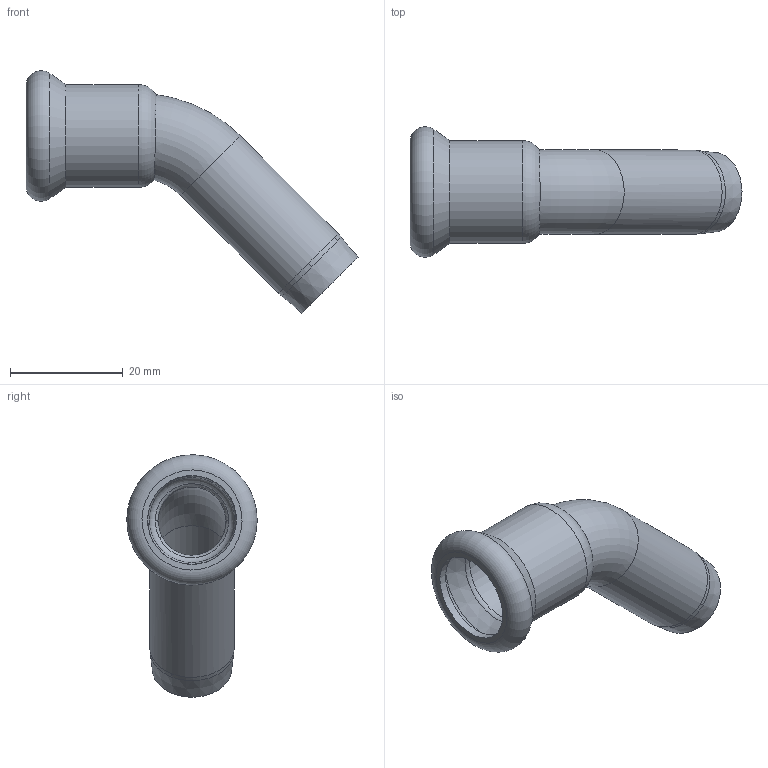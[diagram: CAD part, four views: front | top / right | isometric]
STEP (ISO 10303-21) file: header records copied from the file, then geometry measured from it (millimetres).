
FILE_DESCRIPTION(/* description */ (''),/* implementation_level */ '2;1');
FILE_NAME(/* name */ '40702.stp',/* time_stamp */ '2023-09-08T10:45:26+02:00',/* author */ ('JANAN'),/* organization */ (''),/* preprocessor_version */ 'ST-DEVELOPER v19.2',/* originating_system */ 'Autodesk Inventor 2023',/* authorisation */ '');
FILE_SCHEMA (('AUTOMOTIVE_DESIGN { 1 0 10303 214 3 1 1 }'));
Length unit declared in the file: millimetre
Products named in the file (1): tmpAAB0.tmp
Bounding box: 59.01 x 23.18 x 43.1 mm (x, y, z)
Volume: 4730.4 mm3; surface area: 6451.3 mm2
Topology: 1 solids, 1 shells, 28 faces, 65 edges, 40 vertices
Faces by surface type: bspline 8, torus 7, cone 5, cylinder 5, plane 3
Full cylindrical faces by diameter (mm): 12 x1, 15 x1, 15.2 x1, 15.8 x1, 18.3 x1
Entity records: 1390 total; most frequent: CARTESIAN_POINT 681, DIRECTION 142, ORIENTED_EDGE 130, AXIS2_PLACEMENT_3D 66, EDGE_CURVE 65, VERTEX_POINT 40, CIRCLE 39, EDGE_LOOP 31
